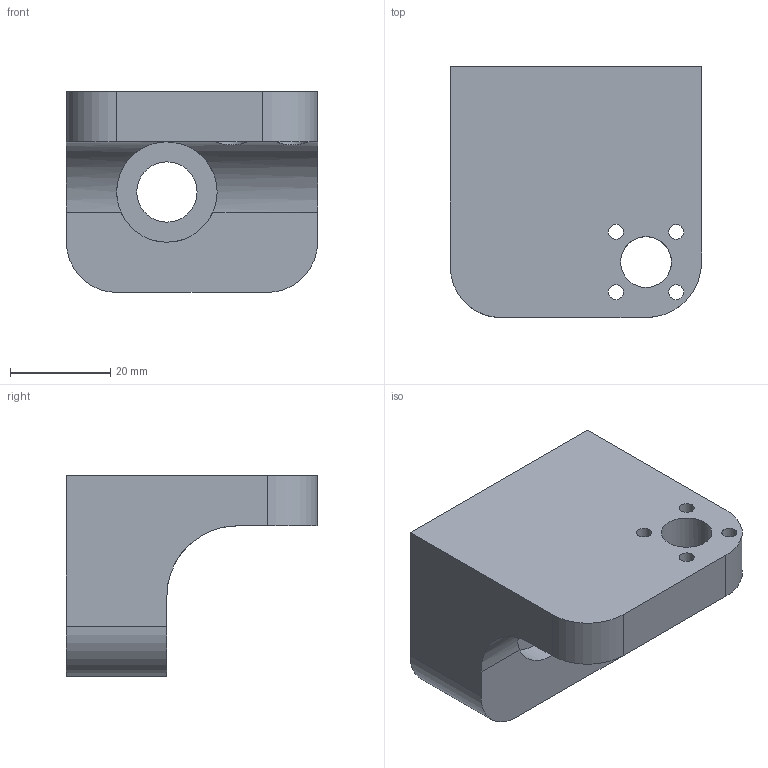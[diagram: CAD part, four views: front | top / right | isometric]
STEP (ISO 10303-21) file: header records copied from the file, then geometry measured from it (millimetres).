
FILE_DESCRIPTION(/* description */ (''),/* implementation_level */ '2;1');
FILE_NAME(/* name */ 'main_jig.step',/* time_stamp */ '2024-11-05T01:36:54+09:00',/* author */ (''),/* organization */ (''),/* preprocessor_version */ 'ST-DEVELOPER v20',/* originating_system */ 'Autodesk Translation Framework v13.20.0.188',/* authorisation */ '');
FILE_SCHEMA (('AUTOMOTIVE_DESIGN { 1 0 10303 214 3 1 1 }'));
Length unit declared in the file: millimetre
Products named in the file (1): receiver
Bounding box: 50 x 50 x 40 mm (x, y, z)
Volume: 50881.7 mm3; surface area: 11800.8 mm2
Topology: 1 solids, 1 shells, 24 faces, 68 edges, 45 vertices
Faces by surface type: cylinder 15, plane 9
Full cylindrical faces by diameter (mm): 3 x4, 10.1 x1, 12 x1, 20 x1
Entity records: 916 total; most frequent: CARTESIAN_POINT 218, DIRECTION 139, ORIENTED_EDGE 136, EDGE_CURVE 68, AXIS2_PLACEMENT_3D 52, VERTEX_POINT 45, LINE 35, VECTOR 35
